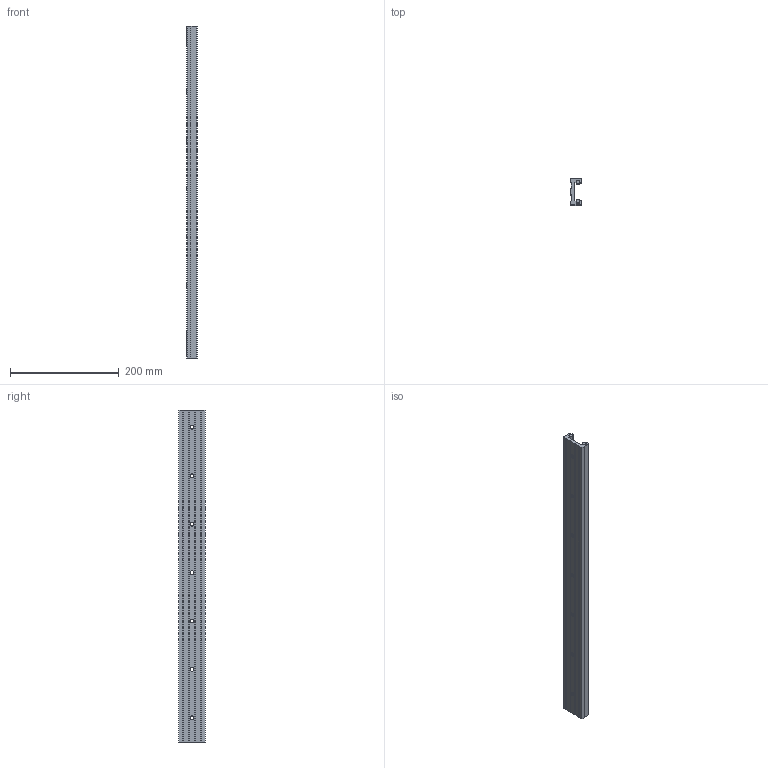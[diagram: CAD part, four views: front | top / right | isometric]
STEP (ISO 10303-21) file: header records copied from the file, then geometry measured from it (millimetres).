
FILE_DESCRIPTION (( 'STEP AP203' ), '1' );
FILE_NAME ('CRT_5CA37EAD47.step', '2022-10-25T21:09:08', ( '' ), ( '' ), 'SwSTEP 2.0', 'SolidWorks 2019', '' );
FILE_SCHEMA (( 'CONFIG_CONTROL_DESIGN' ));
Length unit declared in the file: inch
Products named in the file (3): qteOGqVol6_CADModel_0; CRT_5CA37EAD47
Assembly tree (1 placements, depth 2):
  CRT_5CA37EAD47
    qteOGqVol6_CADModel_0
  qteOGqVol6_CADModel_0
Bounding box: 19.05 x 48.51 x 609.6 mm (x, y, z)
Volume: 296875.1 mm3; surface area: 135418.9 mm2
Topology: 3 solids, 3 shells, 143 faces, 390 edges, 260 vertices
Faces by surface type: cylinder 92, plane 51
Entity records: 4910 total; most frequent: DIRECTION 870, CARTESIAN_POINT 798, ORIENTED_EDGE 780, EDGE_CURVE 390, AXIS2_PLACEMENT_3D 332, VERTEX_POINT 260, LINE 206, VECTOR 206
